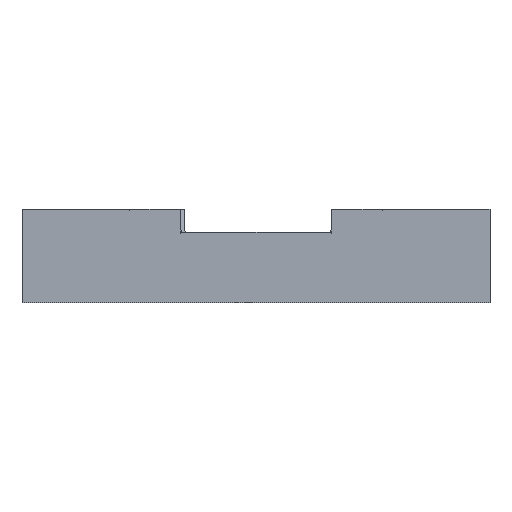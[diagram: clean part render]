
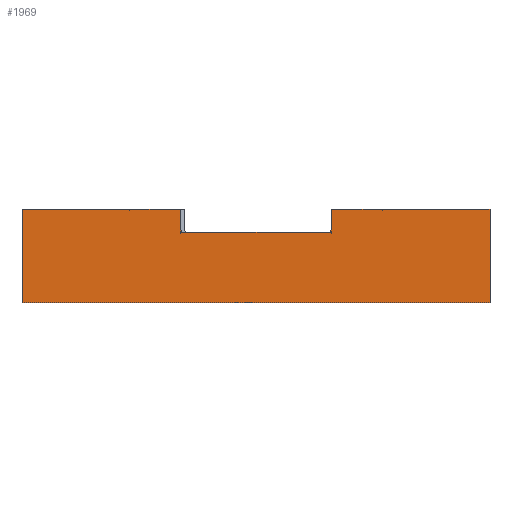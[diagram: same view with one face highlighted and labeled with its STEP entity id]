
A CAD part, front view. The second image highlights one B-rep face of the part: STEP entity #1969.
In plain terms, the highlighted planar face has unit normal (0, -1, 0).
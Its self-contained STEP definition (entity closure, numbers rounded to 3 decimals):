
#107=PLANE('',#2197);
#211=FACE_OUTER_BOUND('',#324,.T.);
#324=EDGE_LOOP('',(#1790,#1791,#1792,#1793,#1794,#1795,#1796,#1797,#1798,
#1799));
#415=LINE('',#3121,#595);
#434=LINE('',#3179,#614);
#440=LINE('',#3200,#620);
#453=LINE('',#3250,#633);
#457=LINE('',#3258,#637);
#485=LINE('',#3309,#665);
#490=LINE('',#3320,#670);
#494=LINE('',#3333,#674);
#505=LINE('',#3360,#685);
#506=LINE('',#3362,#686);
#595=VECTOR('',#2535,10.);
#614=VECTOR('',#2582,10.);
#620=VECTOR('',#2600,10.);
#633=VECTOR('',#2659,10.);
#637=VECTOR('',#2667,10.);
#665=VECTOR('',#2725,10.);
#670=VECTOR('',#2738,10.);
#674=VECTOR('',#2750,10.);
#685=VECTOR('',#2787,10.);
#686=VECTOR('',#2790,10.);
#903=VERTEX_POINT('',#3118);
#904=VERTEX_POINT('',#3120);
#928=VERTEX_POINT('',#3177);
#929=VERTEX_POINT('',#3178);
#938=VERTEX_POINT('',#3198);
#952=VERTEX_POINT('',#3249);
#954=VERTEX_POINT('',#3257);
#958=VERTEX_POINT('',#3277);
#964=VERTEX_POINT('',#3318);
#969=VERTEX_POINT('',#3332);
#1131=EDGE_CURVE('',#904,#903,#415,.T.);
#1161=EDGE_CURVE('',#928,#929,#434,.T.);
#1172=EDGE_CURVE('',#929,#938,#440,.T.);
#1197=EDGE_CURVE('',#938,#952,#453,.T.);
#1201=EDGE_CURVE('',#928,#954,#457,.T.);
#1229=EDGE_CURVE('',#958,#952,#485,.T.);
#1234=EDGE_CURVE('',#964,#958,#490,.T.);
#1240=EDGE_CURVE('',#954,#969,#494,.T.);
#1253=EDGE_CURVE('',#903,#969,#505,.T.);
#1254=EDGE_CURVE('',#904,#964,#506,.T.);
#1790=ORIENTED_EDGE('',*,*,#1197,.T.);
#1791=ORIENTED_EDGE('',*,*,#1229,.F.);
#1792=ORIENTED_EDGE('',*,*,#1234,.F.);
#1793=ORIENTED_EDGE('',*,*,#1254,.F.);
#1794=ORIENTED_EDGE('',*,*,#1131,.T.);
#1795=ORIENTED_EDGE('',*,*,#1253,.T.);
#1796=ORIENTED_EDGE('',*,*,#1240,.F.);
#1797=ORIENTED_EDGE('',*,*,#1201,.F.);
#1798=ORIENTED_EDGE('',*,*,#1161,.T.);
#1799=ORIENTED_EDGE('',*,*,#1172,.T.);
#1969=ADVANCED_FACE('',(#211),#107,.T.);
#2197=AXIS2_PLACEMENT_3D('',#3361,#2788,#2789);
#2535=DIRECTION('',(1.,0.,0.));
#2582=DIRECTION('',(0.,0.,-1.));
#2600=DIRECTION('',(-1.,0.,0.));
#2659=DIRECTION('',(0.,0.,1.));
#2667=DIRECTION('',(1.,0.,0.));
#2725=DIRECTION('',(1.,0.,0.));
#2738=DIRECTION('',(1.,0.,0.));
#2750=DIRECTION('',(1.,0.,0.));
#2787=DIRECTION('',(0.,0.,1.));
#2788=DIRECTION('center_axis',(0.,-1.,0.));
#2789=DIRECTION('ref_axis',(1.,0.,0.));
#2790=DIRECTION('',(0.,0.,1.));
#3118=CARTESIAN_POINT('',(25.,-25.,10.));
#3120=CARTESIAN_POINT('',(-25.,-25.,10.));
#3121=CARTESIAN_POINT('',(-25.,-25.,10.));
#3177=CARTESIAN_POINT('',(8.058,-25.,20.));
#3178=CARTESIAN_POINT('',(8.058,-25.,17.558));
#3179=CARTESIAN_POINT('',(8.058,-25.,14.06));
#3198=CARTESIAN_POINT('',(-8.058,-25.,17.558));
#3200=CARTESIAN_POINT('',(-12.5,-25.,17.558));
#3249=CARTESIAN_POINT('',(-8.058,-25.,20.));
#3250=CARTESIAN_POINT('',(-8.058,-25.,15.184));
#3257=CARTESIAN_POINT('',(13.5,-25.,20.));
#3258=CARTESIAN_POINT('',(-25.,-25.,20.));
#3277=CARTESIAN_POINT('',(-13.5,-25.,20.));
#3309=CARTESIAN_POINT('',(-25.,-25.,20.));
#3318=CARTESIAN_POINT('',(-25.,-25.,20.));
#3320=CARTESIAN_POINT('',(-25.,-25.,20.));
#3332=CARTESIAN_POINT('',(25.,-25.,20.));
#3333=CARTESIAN_POINT('',(-25.,-25.,20.));
#3360=CARTESIAN_POINT('',(25.,-25.,10.));
#3361=CARTESIAN_POINT('Origin',(-25.,-25.,10.));
#3362=CARTESIAN_POINT('',(-25.,-25.,10.));
